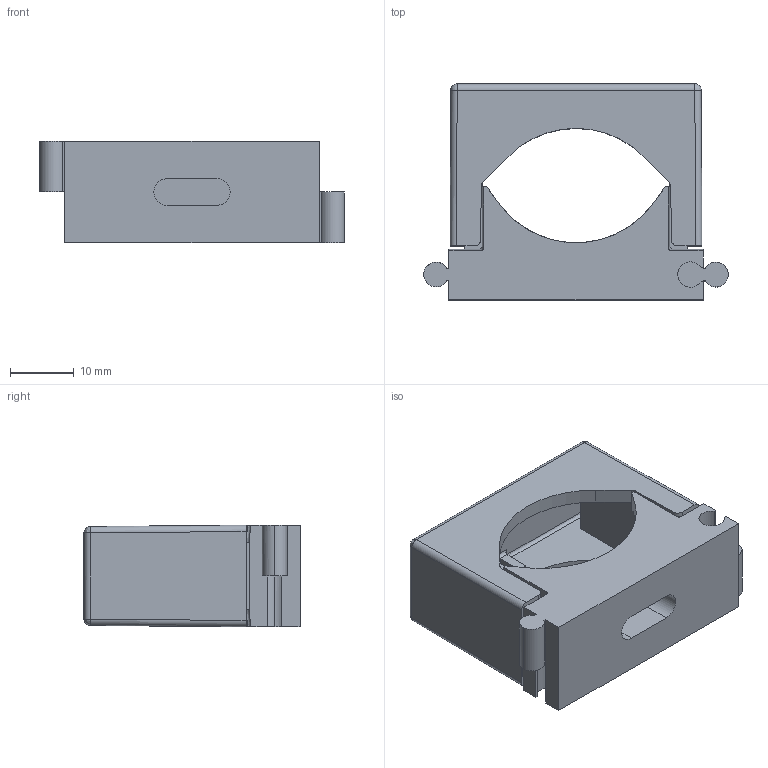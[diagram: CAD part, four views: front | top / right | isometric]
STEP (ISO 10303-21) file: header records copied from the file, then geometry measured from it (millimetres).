
FILE_DESCRIPTION(/* description */ (''),/* implementation_level */ '2;1');
FILE_NAME(/* name */ '2250306',/* time_stamp */ '2015-01-13T11:16:21+01:00',/* author */ (''),/* organization */ (''),/* preprocessor_version */ 'ST-DEVELOPER v15',/* originating_system */ '',/* authorisation */ '');
FILE_SCHEMA (('AUTOMOTIVE_DESIGN'));
Length unit declared in the file: millimetre
Products named in the file (2): Document; Block 01
Assembly tree (1 placements, depth 2):
  Document
    Block 01
Bounding box: 47.9 x 34 x 16 mm (x, y, z)
Volume: 9061.5 mm3; surface area: 9384 mm2
Topology: 2 solids, 2 shells, 264 faces, 687 edges, 428 vertices
Faces by surface type: bspline 142, plane 122
Entity records: 11622 total; most frequent: CARTESIAN_POINT 7408, ORIENTED_EDGE 1358, EDGE_CURVE 679, B_SPLINE_CURVE_WITH_KNOTS 491, VERTEX_POINT 428, EDGE_LOOP 275, ADVANCED_FACE 264, FACE_OUTER_BOUND 264
